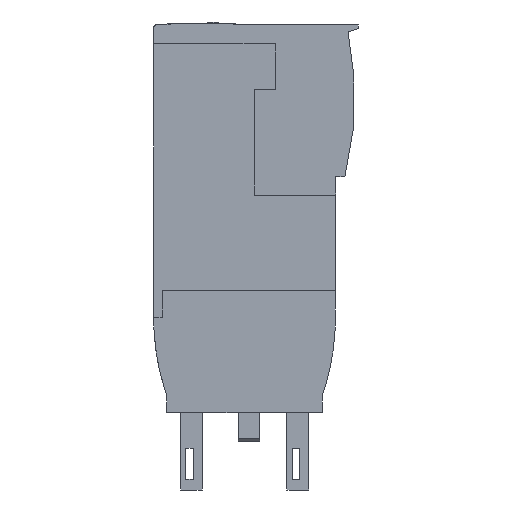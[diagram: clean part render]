
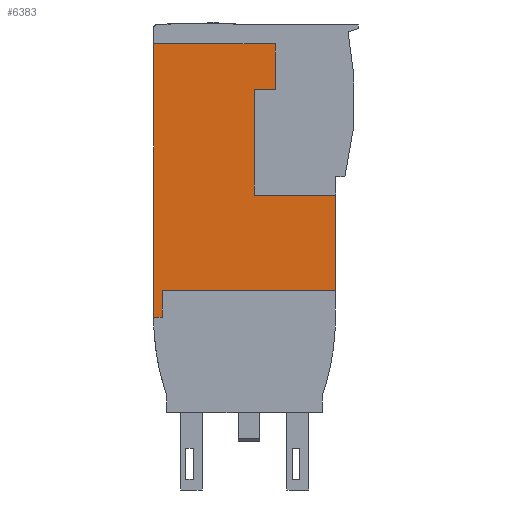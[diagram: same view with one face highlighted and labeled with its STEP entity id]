
A CAD part, left-side view. The second image highlights one B-rep face of the part: STEP entity #6383.
In plain terms, the highlighted planar face has unit normal (-1, 0, 0).
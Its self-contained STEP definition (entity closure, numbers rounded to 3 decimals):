
#6383=ADVANCED_FACE('',(#15623),#15624,.F.);
#6457=VERTEX_POINT('',#15714);
#6459=VERTEX_POINT('',#15716);
#6461=EDGE_CURVE('',#6457,#6459,#15718,.T.);
#6535=VERTEX_POINT('',#15792);
#6541=VERTEX_POINT('',#15798);
#6543=EDGE_CURVE('',#6535,#6541,#15800,.T.);
#7723=VERTEX_POINT('',#16980);
#7725=EDGE_CURVE('',#6457,#7723,#16982,.T.);
#7733=EDGE_CURVE('',#7723,#6541,#16990,.T.);
#7809=VERTEX_POINT('',#17066);
#7811=VERTEX_POINT('',#17068);
#7813=EDGE_CURVE('',#7809,#7811,#17070,.T.);
#7825=VERTEX_POINT('',#17082);
#7827=EDGE_CURVE('',#7811,#7825,#17084,.T.);
#7835=VERTEX_POINT('',#17092);
#7837=EDGE_CURVE('',#7825,#7835,#17094,.T.);
#8217=VERTEX_POINT('',#17474);
#8221=EDGE_CURVE('',#8217,#6535,#17478,.T.);
#12543=VERTEX_POINT('',#21800);
#12547=EDGE_CURVE('',#12543,#8217,#21804,.T.);
#12549=EDGE_CURVE('',#7835,#12543,#21806,.T.);
#12555=EDGE_CURVE('',#6459,#7809,#21812,.T.);
#15623=FACE_OUTER_BOUND('',#25190,.T.);
#15624=PLANE('',#25191);
#15714=CARTESIAN_POINT('',(0.01,19.8,56.0));
#15716=CARTESIAN_POINT('',(0.01,4.35,56.0));
#15718=LINE('',#25368,#25369);
#15792=CARTESIAN_POINT('',(0.01,15.8,84.7));
#15798=CARTESIAN_POINT('',(0.01,15.8,76.0));
#15800=LINE('',#25494,#25495);
#16980=CARTESIAN_POINT('',(0.01,19.8,76.0));
#16982=LINE('',#27326,#27327);
#16990=LINE('',#27340,#27341);
#17066=CARTESIAN_POINT('',(0.01,4.35,37.9));
#17068=CARTESIAN_POINT('',(0.01,37.25,37.9));
#17070=LINE('',#27466,#27467);
#17082=CARTESIAN_POINT('',(0.01,37.25,32.8));
#17084=LINE('',#27488,#27489);
#17092=CARTESIAN_POINT('',(0.01,38.85,32.8));
#17094=LINE('',#27504,#27505);
#17474=CARTESIAN_POINT('',(0.01,38.84,84.7));
#17478=LINE('',#28106,#28107);
#21800=CARTESIAN_POINT('',(0.01,38.85,84.7));
#21804=LINE('',#34873,#34874);
#21806=LINE('',#34877,#34878);
#21812=LINE('',#34889,#34890);
#25190=EDGE_LOOP('',(#42370,#42371,#42372,#42373,#42374,#42375,#42376,#42377,#42378,#42379,#42380));
#25191=AXIS2_PLACEMENT_3D('',#42381,#42382,#42383);
#25368=CARTESIAN_POINT('',(0.01,4.35,56.0));
#25369=VECTOR('',#42530,1.0);
#25494=CARTESIAN_POINT('',(0.01,15.8,56.0));
#25495=VECTOR('',#42552,1.0);
#27326=CARTESIAN_POINT('',(0.01,19.8,57.48));
#27327=VECTOR('',#43022,1.0);
#27340=CARTESIAN_POINT('',(0.01,21.393,76.0));
#27341=VECTOR('',#43025,1.0);
#27466=CARTESIAN_POINT('',(0.01,37.25,37.9));
#27467=VECTOR('',#43048,1.0);
#27488=CARTESIAN_POINT('',(0.01,37.25,32.85));
#27489=VECTOR('',#43052,1.0);
#27504=CARTESIAN_POINT('',(0.01,37.35,32.8));
#27505=VECTOR('',#43055,1.0);
#28106=CARTESIAN_POINT('',(0.01,15.8,84.7));
#28107=VECTOR('',#43204,1.0);
#34873=CARTESIAN_POINT('',(0.01,15.8,84.7));
#34874=VECTOR('',#44958,1.0);
#34877=CARTESIAN_POINT('',(0.01,38.85,32.85));
#34878=VECTOR('',#44959,1.0);
#34889=CARTESIAN_POINT('',(0.01,4.35,37.9));
#34890=VECTOR('',#44962,1.0);
#42370=ORIENTED_EDGE('',*,*,#7733,.T.);
#42371=ORIENTED_EDGE('',*,*,#6543,.F.);
#42372=ORIENTED_EDGE('',*,*,#8221,.F.);
#42373=ORIENTED_EDGE('',*,*,#12547,.F.);
#42374=ORIENTED_EDGE('',*,*,#12549,.F.);
#42375=ORIENTED_EDGE('',*,*,#7837,.F.);
#42376=ORIENTED_EDGE('',*,*,#7827,.F.);
#42377=ORIENTED_EDGE('',*,*,#7813,.F.);
#42378=ORIENTED_EDGE('',*,*,#12555,.F.);
#42379=ORIENTED_EDGE('',*,*,#6461,.F.);
#42380=ORIENTED_EDGE('',*,*,#7725,.T.);
#42381=CARTESIAN_POINT('',(0.01,22.987,58.96));
#42382=DIRECTION('',(1.0,0.0,0.0));
#42383=DIRECTION('',(0.0,0.0,-1.0));
#42530=DIRECTION('',(0.0,-1.0,0.0));
#42552=DIRECTION('',(0.0,0.0,-1.0));
#43022=DIRECTION('',(0.0,0.0,1.0));
#43025=DIRECTION('',(0.0,-1.0,0.0));
#43048=DIRECTION('',(0.0,1.0,0.0));
#43052=DIRECTION('',(0.0,0.0,-1.0));
#43055=DIRECTION('',(0.0,1.0,0.0));
#43204=DIRECTION('',(0.0,-1.0,0.0));
#44958=DIRECTION('',(0.0,-1.0,0.0));
#44959=DIRECTION('',(0.0,0.0,1.0));
#44962=DIRECTION('',(0.0,0.0,-1.0));
